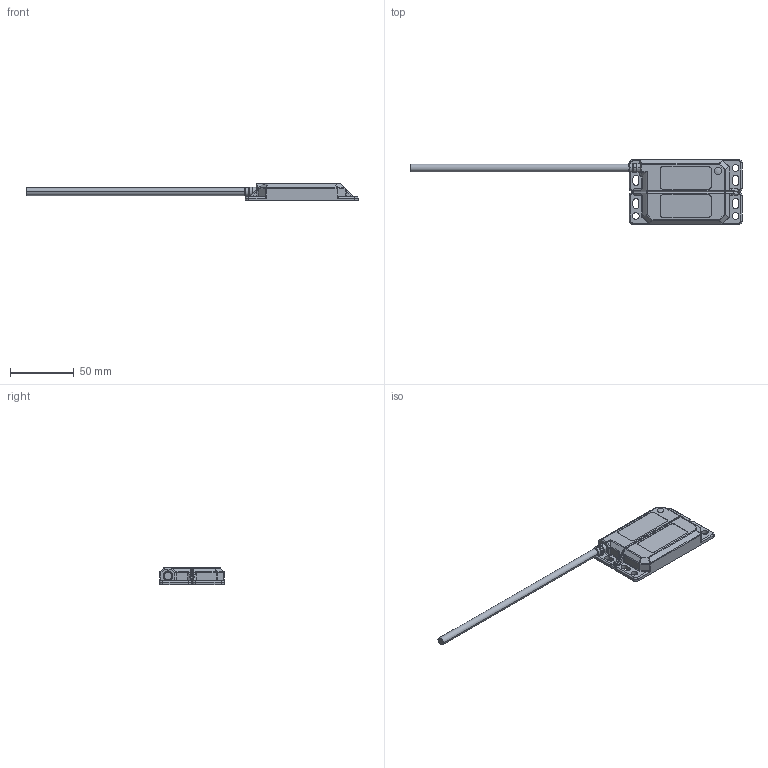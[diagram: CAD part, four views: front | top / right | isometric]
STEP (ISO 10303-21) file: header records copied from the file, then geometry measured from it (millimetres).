
FILE_DESCRIPTION (( 'STEP AP214' ), '1' );
FILE_NAME ('LPC-110005.step', '2017-09-27T13:29:02', ( '' ), ( '' ), 'SwSTEP 2.0', 'SolidWorks 2017', '' );
FILE_SCHEMA (( 'AUTOMOTIVE_DESIGN' ));
Length unit declared in the file: inch
Products named in the file (3): LPC-110005_2; LPC-110005_1; LPC-110005
Assembly tree (2 placements, depth 2):
  LPC-110005
    LPC-110005_1
    LPC-110005_2
Bounding box: 259.62 x 50.6 x 13.69 mm (x, y, z)
Volume: 27828.7 mm3; surface area: 30902.3 mm2
Topology: 11 solids, 11 shells, 1058 faces, 2654 edges, 1642 vertices
Faces by surface type: plane 401, bspline 312, cylinder 303, cone 42
Entity records: 43136 total; most frequent: CARTESIAN_POINT 19267, ORIENTED_EDGE 5240, DIRECTION 4395, EDGE_CURVE 2620, VERTEX_POINT 1642, AXIS2_PLACEMENT_3D 1494, VECTOR 1407, LINE 1407
